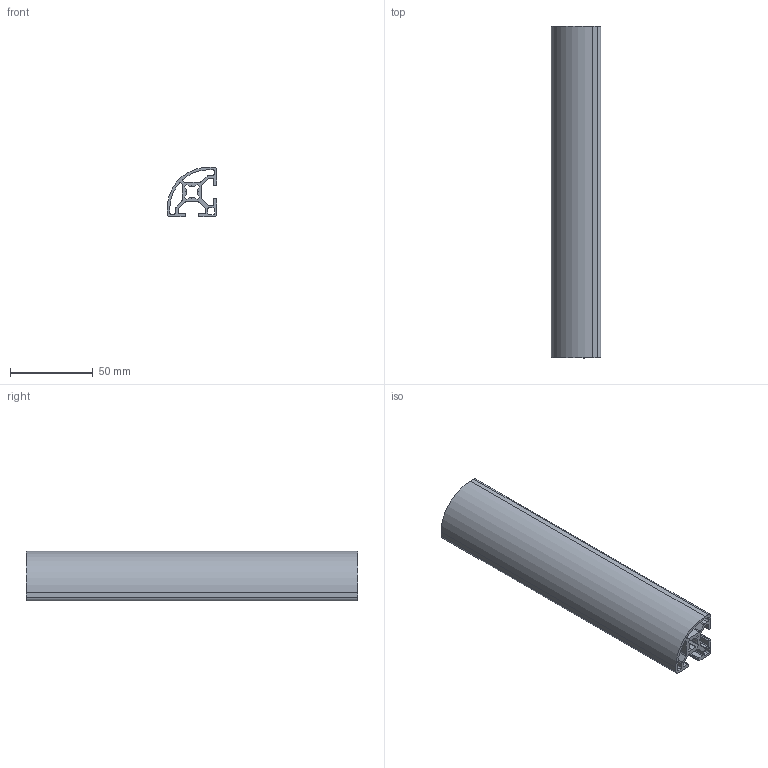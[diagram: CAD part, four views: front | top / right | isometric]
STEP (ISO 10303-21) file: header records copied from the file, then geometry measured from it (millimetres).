
FILE_DESCRIPTION (( 'STEP AP203' ), '1' );
FILE_NAME ('481992896_c_1.STEP', '2022-10-25T03:17:22', ( '' ), ( '' ), 'SwSTEP 2.0', 'SolidWorks 2014', '' );
FILE_SCHEMA (( 'CONFIG_CONTROL_DESIGN' ));
Length unit declared in the file: millimetre
Products named in the file (1): 481992896_c_1
Bounding box: 30 x 200 x 30 mm (x, y, z)
Volume: 57539.6 mm3; surface area: 61651.1 mm2
Topology: 1 solids, 1 shells, 123 faces, 363 edges, 242 vertices
Faces by surface type: plane 62, cylinder 61
Entity records: 4232 total; most frequent: DIRECTION 733, CARTESIAN_POINT 729, ORIENTED_EDGE 726, EDGE_CURVE 363, AXIS2_PLACEMENT_3D 246, VERTEX_POINT 242, LINE 241, VECTOR 241
